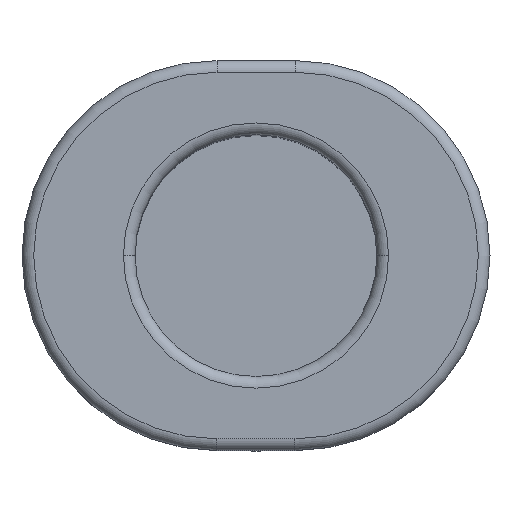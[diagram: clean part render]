
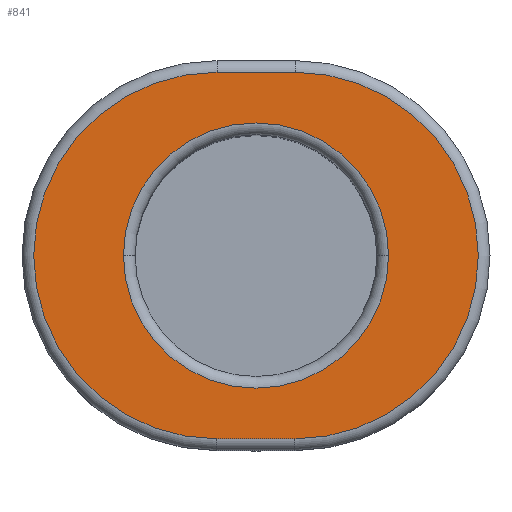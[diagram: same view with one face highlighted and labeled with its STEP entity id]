
A CAD part, top view. The second image highlights one B-rep face of the part: STEP entity #841.
In plain terms, the highlighted planar face has unit normal (0, 0, 1).
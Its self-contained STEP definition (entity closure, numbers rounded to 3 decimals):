
#467=CARTESIAN_POINT('',(3.4,0.,10.3));
#468=VERTEX_POINT('',#467);
#476=CARTESIAN_POINT('',(-3.4,0.,10.3));
#477=VERTEX_POINT('',#476);
#478=CARTESIAN_POINT('',(0.0,0.,10.3));
#479=DIRECTION('',(0.0,0.0,1.0));
#480=DIRECTION('',(1.0,0.0,0.0));
#481=AXIS2_PLACEMENT_3D('',#478,#479,#480);
#482=CIRCLE('',#481,3.4);
#483=EDGE_CURVE('',#468,#477,#482,.T.);
#637=CARTESIAN_POINT('',(1.,4.7,10.3));
#638=VERTEX_POINT('',#637);
#639=CARTESIAN_POINT('',(1.0,-4.7,10.3));
#640=VERTEX_POINT('',#639);
#641=CARTESIAN_POINT('',(1.0,0.,10.3));
#642=DIRECTION('',(0.,0.,-1.0));
#643=DIRECTION('',(1.0,0.,0.));
#644=AXIS2_PLACEMENT_3D('',#641,#642,#643);
#645=CIRCLE('',#644,4.7);
#646=EDGE_CURVE('',#638,#640,#645,.T.);
#681=CARTESIAN_POINT('',(-1.0,-4.7,10.3));
#682=VERTEX_POINT('',#681);
#683=CARTESIAN_POINT('',(1.0,-4.7,10.3));
#684=DIRECTION('',(-1.0,0.0,0.0));
#685=VECTOR('',#684,2.0);
#686=LINE('',#683,#685);
#687=EDGE_CURVE('',#640,#682,#686,.T.);
#721=CARTESIAN_POINT('',(-1.,4.7,10.3));
#722=VERTEX_POINT('',#721);
#730=CARTESIAN_POINT('',(-1.,4.7,10.3));
#731=DIRECTION('',(1.0,0.0,0.0));
#732=VECTOR('',#731,2.);
#733=LINE('',#730,#732);
#734=EDGE_CURVE('',#722,#638,#733,.T.);
#745=CARTESIAN_POINT('',(-1.0,0.,10.3));
#746=DIRECTION('',(0.0,0.0,-1.0));
#747=DIRECTION('',(-1.0,0.0,0.0));
#748=AXIS2_PLACEMENT_3D('',#745,#746,#747);
#749=CIRCLE('',#748,4.7);
#750=EDGE_CURVE('',#682,#722,#749,.T.);
#820=CARTESIAN_POINT('',(0.,0.,10.3));
#821=DIRECTION('',(0.0,0.0,-1.0));
#822=DIRECTION('',(1.0,0.0,0.0));
#823=AXIS2_PLACEMENT_3D('',#820,#821,#822);
#824=PLANE('',#823);
#825=ORIENTED_EDGE('',*,*,#646,.F.);
#826=ORIENTED_EDGE('',*,*,#734,.F.);
#827=ORIENTED_EDGE('',*,*,#750,.F.);
#828=ORIENTED_EDGE('',*,*,#687,.F.);
#829=EDGE_LOOP('',(#825,#826,#827,#828));
#830=FACE_OUTER_BOUND('',#829,.T.);
#831=CARTESIAN_POINT('',(0.0,0.,10.3));
#832=DIRECTION('',(0.0,0.0,1.0));
#833=DIRECTION('',(1.0,0.0,0.0));
#834=AXIS2_PLACEMENT_3D('',#831,#832,#833);
#835=CIRCLE('',#834,3.4);
#836=EDGE_CURVE('',#477,#468,#835,.T.);
#837=ORIENTED_EDGE('',*,*,#836,.F.);
#838=ORIENTED_EDGE('',*,*,#483,.F.);
#839=EDGE_LOOP('',(#837,#838));
#840=FACE_BOUND('',#839,.T.);
#841=ADVANCED_FACE('',(#830,#840),#824,.F.);
